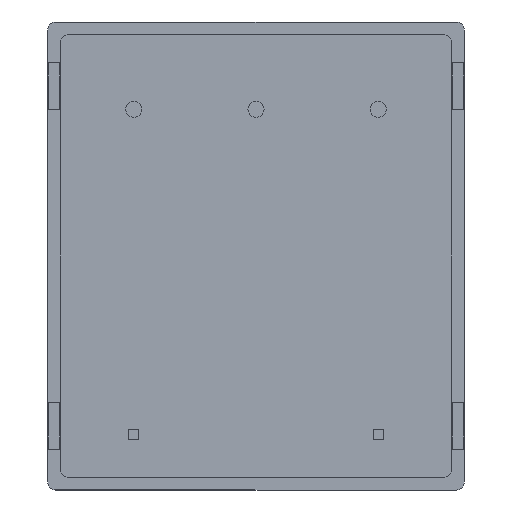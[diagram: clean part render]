
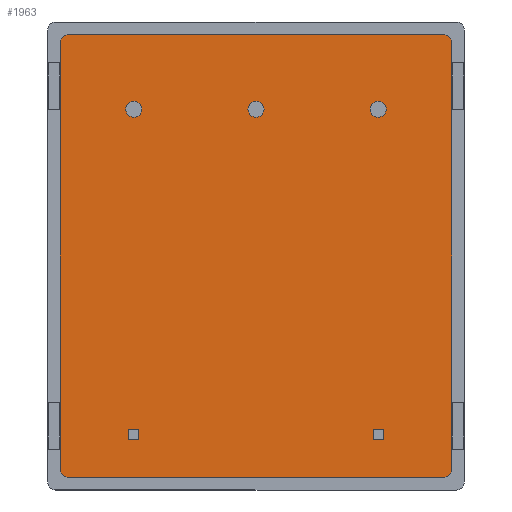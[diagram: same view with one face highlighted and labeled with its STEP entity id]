
A CAD part, front view. The second image highlights one B-rep face of the part: STEP entity #1963.
In plain terms, the highlighted planar face has unit normal (0, -1, 0).
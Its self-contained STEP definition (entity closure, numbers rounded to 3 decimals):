
#44 = EDGE_CURVE ( 'NONE', #421, #1708, #894, .T. ) ;
#63 = ORIENTED_EDGE ( 'NONE', *, *, #960, .T. ) ;
#69 = DIRECTION ( 'NONE',  ( 0., -1., 0. ) ) ;
#81 = DIRECTION ( 'NONE',  ( 0., 1., 0. ) ) ;
#110 = LINE ( 'NONE', #158, #1445 ) ;
#146 = EDGE_CURVE ( 'NONE', #2378, #1572, #1569, .T. ) ;
#155 = CARTESIAN_POINT ( 'NONE',  ( -12.2, 1.3, -13.3 ) ) ;
#158 = CARTESIAN_POINT ( 'NONE',  ( 0., 1.3, 13.8 ) ) ;
#163 = DIRECTION ( 'NONE',  ( 0., 0., -1. ) ) ;
#178 = AXIS2_PLACEMENT_3D ( 'NONE', #2456, #81, #2084 ) ;
#212 = DIRECTION ( 'NONE',  ( 0., -1., 0. ) ) ;
#241 = DIRECTION ( 'NONE',  ( 0., 0., -1. ) ) ;
#323 = CARTESIAN_POINT ( 'NONE',  ( 11.7, 1.3, 13.8 ) ) ;
#421 = VERTEX_POINT ( 'NONE', #155 ) ;
#479 = CARTESIAN_POINT ( 'NONE',  ( 0., 1.3, 0. ) ) ;
#480 = CARTESIAN_POINT ( 'NONE',  ( 11.7, 1.3, -13.3 ) ) ;
#532 = VECTOR ( 'NONE', #587, 1000. ) ;
#587 = DIRECTION ( 'NONE',  ( 1., 0., 0. ) ) ;
#660 = ORIENTED_EDGE ( 'NONE', *, *, #2666, .T. ) ;
#708 = EDGE_CURVE ( 'NONE', #1150, #1594, #2034, .T. ) ;
#729 = DIRECTION ( 'NONE',  ( 0., -1., 0. ) ) ;
#743 = ORIENTED_EDGE ( 'NONE', *, *, #1067, .F. ) ;
#750 = LINE ( 'NONE', #1504, #2248 ) ;
#821 = LINE ( 'NONE', #1876, #2554 ) ;
#829 = AXIS2_PLACEMENT_3D ( 'NONE', #1380, #69, #953 ) ;
#894 = CIRCLE ( 'NONE', #1281, 0.5 ) ;
#946 = DIRECTION ( 'NONE',  ( 0., 0., -1. ) ) ;
#948 = DIRECTION ( 'NONE',  ( 0., 0., -1. ) ) ;
#953 = DIRECTION ( 'NONE',  ( 0., 0., -1. ) ) ;
#958 = VERTEX_POINT ( 'NONE', #2737 ) ;
#960 = EDGE_CURVE ( 'NONE', #1708, #2378, #2338, .T. ) ;
#1027 = CARTESIAN_POINT ( 'NONE',  ( 11.7, 1.3, -13.8 ) ) ;
#1067 = EDGE_CURVE ( 'NONE', #958, #2283, #1630, .T. ) ;
#1098 = CARTESIAN_POINT ( 'NONE',  ( -11.7, 1.3, -13.3 ) ) ;
#1150 = VERTEX_POINT ( 'NONE', #2318 ) ;
#1194 = EDGE_CURVE ( 'NONE', #958, #421, #821, .T. ) ;
#1219 = CARTESIAN_POINT ( 'NONE',  ( -11.7, 1.3, -13.8 ) ) ;
#1243 = ORIENTED_EDGE ( 'NONE', *, *, #708, .T. ) ;
#1281 = AXIS2_PLACEMENT_3D ( 'NONE', #1098, #212, #241 ) ;
#1353 = CARTESIAN_POINT ( 'NONE',  ( 12.2, 1.3, -13.3 ) ) ;
#1380 = CARTESIAN_POINT ( 'NONE',  ( 11.7, 1.3, 13.3 ) ) ;
#1419 = EDGE_CURVE ( 'NONE', #1572, #1150, #750, .T. ) ;
#1445 = VECTOR ( 'NONE', #1899, 1000. ) ;
#1451 = CARTESIAN_POINT ( 'NONE',  ( -11.7, 1.3, 13.8 ) ) ;
#1504 = CARTESIAN_POINT ( 'NONE',  ( 12.2, 1.3, 0. ) ) ;
#1569 = CIRCLE ( 'NONE', #1791, 0.5 ) ;
#1572 = VERTEX_POINT ( 'NONE', #1353 ) ;
#1594 = VERTEX_POINT ( 'NONE', #323 ) ;
#1630 = CIRCLE ( 'NONE', #178, 0.5 ) ;
#1648 = CARTESIAN_POINT ( 'NONE',  ( 0., 1.3, -13.8 ) ) ;
#1708 = VERTEX_POINT ( 'NONE', #1219 ) ;
#1791 = AXIS2_PLACEMENT_3D ( 'NONE', #480, #729, #948 ) ;
#1874 = ORIENTED_EDGE ( 'NONE', *, *, #1194, .T. ) ;
#1876 = CARTESIAN_POINT ( 'NONE',  ( -12.2, 1.3, 0. ) ) ;
#1884 = AXIS2_PLACEMENT_3D ( 'NONE', #479, #2255, #946 ) ;
#1893 = ORIENTED_EDGE ( 'NONE', *, *, #1419, .T. ) ;
#1899 = DIRECTION ( 'NONE',  ( -1., 0., 0. ) ) ;
#1963 = ADVANCED_FACE ( 'NONE', ( #2029 ), #2472, .T. ) ;
#2029 = FACE_OUTER_BOUND ( 'NONE', #2414, .T. ) ;
#2034 = CIRCLE ( 'NONE', #829, 0.5 ) ;
#2084 = DIRECTION ( 'NONE',  ( 0., 0., -1. ) ) ;
#2248 = VECTOR ( 'NONE', #2614, 1000. ) ;
#2255 = DIRECTION ( 'NONE',  ( 0., -1., 0. ) ) ;
#2283 = VERTEX_POINT ( 'NONE', #1451 ) ;
#2318 = CARTESIAN_POINT ( 'NONE',  ( 12.2, 1.3, 13.3 ) ) ;
#2338 = LINE ( 'NONE', #1648, #532 ) ;
#2378 = VERTEX_POINT ( 'NONE', #1027 ) ;
#2414 = EDGE_LOOP ( 'NONE', ( #1874, #2495, #63, #2753, #1893, #1243, #660, #743 ) ) ;
#2456 = CARTESIAN_POINT ( 'NONE',  ( -11.7, 1.3, 13.3 ) ) ;
#2472 = PLANE ( 'NONE',  #1884 ) ;
#2495 = ORIENTED_EDGE ( 'NONE', *, *, #44, .T. ) ;
#2554 = VECTOR ( 'NONE', #163, 1000. ) ;
#2614 = DIRECTION ( 'NONE',  ( 0., 0., 1. ) ) ;
#2666 = EDGE_CURVE ( 'NONE', #1594, #2283, #110, .T. ) ;
#2737 = CARTESIAN_POINT ( 'NONE',  ( -12.2, 1.3, 13.3 ) ) ;
#2753 = ORIENTED_EDGE ( 'NONE', *, *, #146, .T. ) ;
